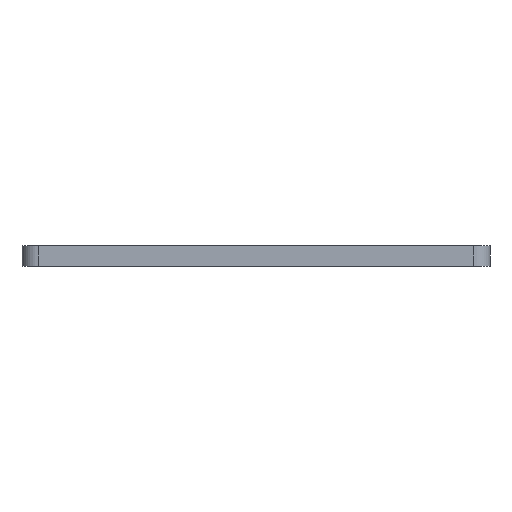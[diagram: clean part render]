
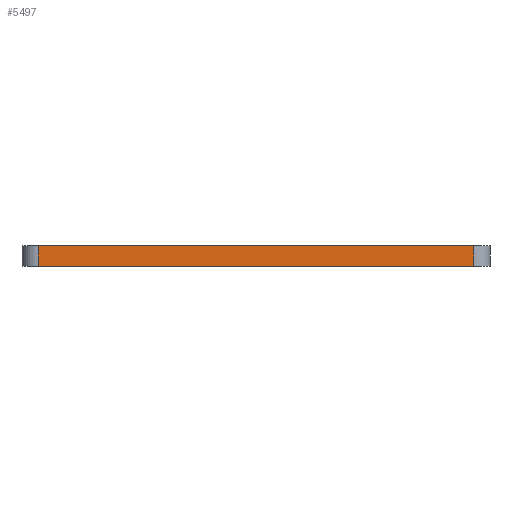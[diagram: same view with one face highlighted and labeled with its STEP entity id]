
A CAD part, front view. The second image highlights one B-rep face of the part: STEP entity #5497.
In plain terms, the highlighted planar face has unit normal (0, -1, 0).
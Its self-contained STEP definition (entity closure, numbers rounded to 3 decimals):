
#113 = ORIENTED_EDGE ( 'NONE', *, *, #6507, .T. ) ;
#155 = CARTESIAN_POINT ( 'NONE',  ( -136.25, -146.25, 0. ) ) ;
#169 = EDGE_CURVE ( 'NONE', #3721, #3785, #1523, .T. ) ;
#304 = DIRECTION ( 'NONE',  ( 0., 0., -1. ) ) ;
#1192 = LINE ( 'NONE', #3465, #5684 ) ;
#1439 = EDGE_CURVE ( 'NONE', #3470, #3279, #1980, .T. ) ;
#1523 = LINE ( 'NONE', #3923, #2768 ) ;
#1639 = DIRECTION ( 'NONE',  ( 0., 1., 0. ) ) ;
#1691 = CARTESIAN_POINT ( 'NONE',  ( -136.25, -146.25, 13. ) ) ;
#1980 = LINE ( 'NONE', #3790, #6752 ) ;
#2768 = VECTOR ( 'NONE', #6303, 1000. ) ;
#2782 = AXIS2_PLACEMENT_3D ( 'NONE', #3285, #1639, #7521 ) ;
#2940 = EDGE_LOOP ( 'NONE', ( #3459, #5682, #6413, #113 ) ) ;
#3279 = VERTEX_POINT ( 'NONE', #5066 ) ;
#3285 = CARTESIAN_POINT ( 'NONE',  ( 0., -146.25, 13. ) ) ;
#3459 = ORIENTED_EDGE ( 'NONE', *, *, #169, .T. ) ;
#3465 = CARTESIAN_POINT ( 'NONE',  ( 136.25, -146.25, 13. ) ) ;
#3470 = VERTEX_POINT ( 'NONE', #1691 ) ;
#3721 = VERTEX_POINT ( 'NONE', #155 ) ;
#3785 = VERTEX_POINT ( 'NONE', #6231 ) ;
#3790 = CARTESIAN_POINT ( 'NONE',  ( 0., -146.25, 13. ) ) ;
#3923 = CARTESIAN_POINT ( 'NONE',  ( 0., -146.25, 0. ) ) ;
#4055 = DIRECTION ( 'NONE',  ( 0., 0., -1. ) ) ;
#4315 = EDGE_CURVE ( 'NONE', #3279, #3785, #1192, .T. ) ;
#4384 = DIRECTION ( 'NONE',  ( 1., 0., 0. ) ) ;
#4633 = LINE ( 'NONE', #6389, #7491 ) ;
#5066 = CARTESIAN_POINT ( 'NONE',  ( 136.25, -146.25, 13. ) ) ;
#5497 = ADVANCED_FACE ( 'NONE', ( #5799 ), #5717, .F. ) ;
#5682 = ORIENTED_EDGE ( 'NONE', *, *, #4315, .F. ) ;
#5684 = VECTOR ( 'NONE', #4055, 1000. ) ;
#5717 = PLANE ( 'NONE',  #2782 ) ;
#5799 = FACE_OUTER_BOUND ( 'NONE', #2940, .T. ) ;
#6231 = CARTESIAN_POINT ( 'NONE',  ( 136.25, -146.25, 0. ) ) ;
#6303 = DIRECTION ( 'NONE',  ( 1., 0., 0. ) ) ;
#6389 = CARTESIAN_POINT ( 'NONE',  ( -136.25, -146.25, 13. ) ) ;
#6413 = ORIENTED_EDGE ( 'NONE', *, *, #1439, .F. ) ;
#6507 = EDGE_CURVE ( 'NONE', #3470, #3721, #4633, .T. ) ;
#6752 = VECTOR ( 'NONE', #4384, 1000. ) ;
#7491 = VECTOR ( 'NONE', #304, 1000. ) ;
#7521 = DIRECTION ( 'NONE',  ( 0., 0., -1. ) ) ;
